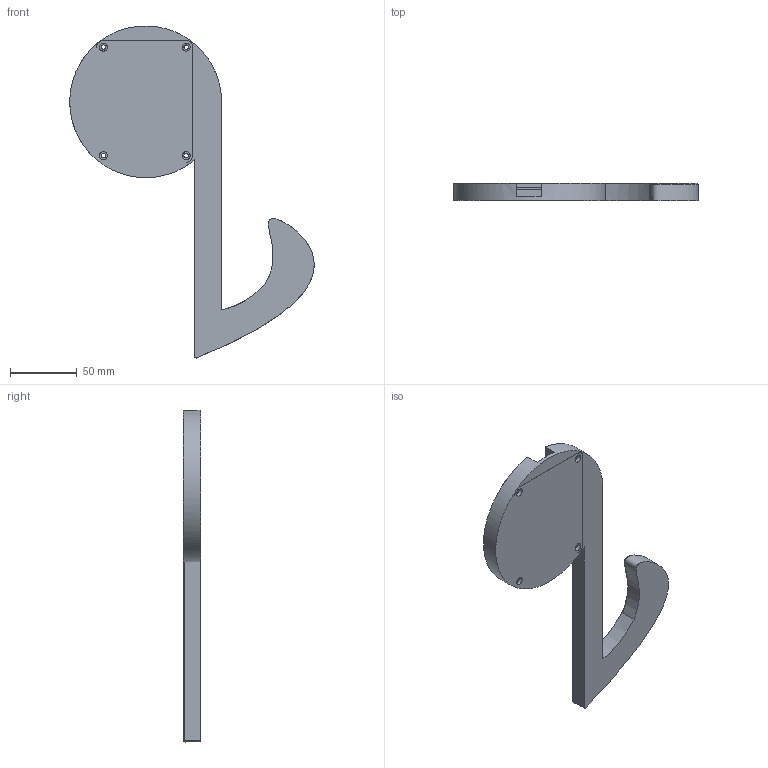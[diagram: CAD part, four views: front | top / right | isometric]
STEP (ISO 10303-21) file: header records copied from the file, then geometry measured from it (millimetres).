
FILE_DESCRIPTION(/* description */ (''),/* implementation_level */ '2;1');
FILE_NAME(/* name */ 'Board_Bottom_With_PCB.step',/* time_stamp */ '2025-12-06T10:30:25+04:00',/* author */ (''),/* organization */ (''),/* preprocessor_version */ 'ST-DEVELOPER v20.1',/* originating_system */ 'Autodesk Translation Framework v14.17.0.0',/* authorisation */ '');
FILE_SCHEMA (('AUTOMOTIVE_DESIGN { 1 0 10303 214 3 1 1 }'));
Length unit declared in the file: millimetre
Products named in the file (8): Board_Bottom; Component2; KeyBeat 1; KeyBeat_silkscreen; KeyBeat_silkscreen_1; KeyBeat_soldermask; KeyBeat_soldermask_1; KeyBeat_PCB
Assembly tree (7 placements, depth 3):
  Board_Bottom
    Component2
    KeyBeat 1
      KeyBeat_silkscreen
      KeyBeat_silkscreen_1
      KeyBeat_soldermask
      KeyBeat_soldermask_1
      KeyBeat_PCB
Bounding box: 183.18 x 13 x 248.92 mm (x, y, z)
Volume: 168285.8 mm3; surface area: 67068.3 mm2
Topology: 2 solids, 97 shells, 208 faces, 2051 edges, 1945 vertices
Faces by surface type: plane 134, cylinder 69, bspline 4, sphere 1
Full cylindrical faces by diameter (mm): 0.889 x14, 1 x10, 1.5 x8, 1.7 x8, 3.4 x4, 4 x4, 6 x4
Entity records: 20357 total; most frequent: CARTESIAN_POINT 4712, DIRECTION 3095, ORIENTED_EDGE 2368, EDGE_CURVE 2051, VERTEX_POINT 1945, LINE 1417, VECTOR 1417, AXIS2_PLACEMENT_3D 839
